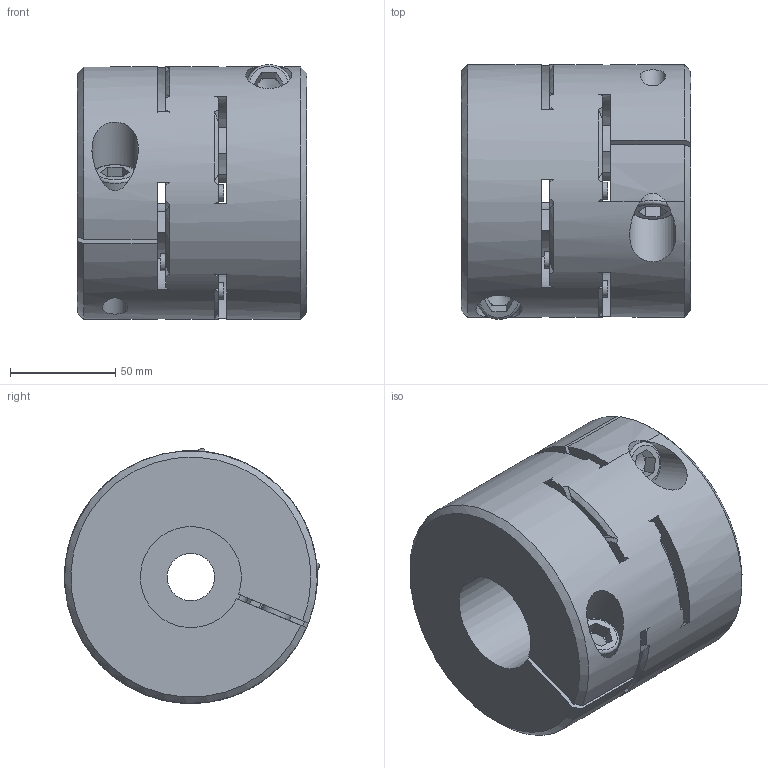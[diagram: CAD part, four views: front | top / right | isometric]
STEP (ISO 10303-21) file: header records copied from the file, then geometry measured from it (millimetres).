
FILE_DESCRIPTION( ( 'Unknown' ), '1' );
FILE_NAME( 'EKM 1000.stp', 'Unknown', ( 'Unknown' ), ( 'Unknown' ), 'PSStep 10.1', 'Unknown', ' ' );
FILE_SCHEMA( ( 'AUTOMOTIVE_DESIGN { 1 0 10303 214 1 1 1 1 }' ) );
Length unit declared in the file: millimetre
Products named in the file (1): KT101188
Bounding box: 109 x 121.01 x 121.02 mm (x, y, z)
Volume: 939259.9 mm3; surface area: 130168.9 mm2
Topology: 1 solids, 1 shells, 211 faces, 607 edges, 394 vertices
Faces by surface type: cylinder 75, cone 70, plane 62, torus 4
Full cylindrical faces by diameter (mm): 8 x8, 12 x2, 14 x2, 14.5 x2, 15 x2, 21 x2, 22 x2, 22.5 x1, 58 x2, 120 x1
Entity records: 9240 total; most frequent: CARTESIAN_POINT 2271, ORIENTED_EDGE 1116, DIRECTION 1078, EDGE_CURVE 558, AXIS2_PLACEMENT_3D 473, VERTEX_POINT 382, EDGE_LOOP 274, CIRCLE 262
